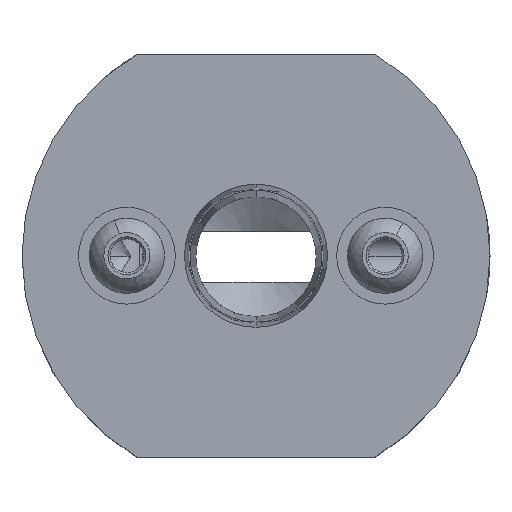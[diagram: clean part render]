
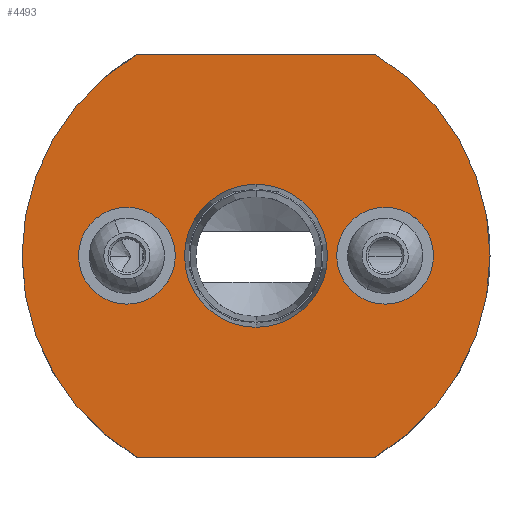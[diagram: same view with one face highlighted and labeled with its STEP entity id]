
A CAD part, top view. The second image highlights one B-rep face of the part: STEP entity #4493.
In plain terms, the highlighted planar face has unit normal (0, 0, 1).
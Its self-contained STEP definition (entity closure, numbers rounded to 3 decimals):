
#50 = CARTESIAN_POINT ( 'NONE',  ( 0., 0., 82. ) ) ;
#246 = AXIS2_PLACEMENT_3D ( 'NONE', #5374, #2286, #1669 ) ;
#281 = DIRECTION ( 'NONE',  ( 0., 0., 1. ) ) ;
#327 = CARTESIAN_POINT ( 'NONE',  ( 10., 0., 82. ) ) ;
#363 = DIRECTION ( 'NONE',  ( 0., 0., 1. ) ) ;
#406 = DIRECTION ( 'NONE',  ( 0., 0., 1. ) ) ;
#414 = DIRECTION ( 'NONE',  ( 1., 0., 0. ) ) ;
#512 = ORIENTED_EDGE ( 'NONE', *, *, #964, .T. ) ;
#529 = AXIS2_PLACEMENT_3D ( 'NONE', #2617, #1583, #6257 ) ;
#541 = EDGE_LOOP ( 'NONE', ( #2240, #4264 ) ) ;
#619 = CIRCLE ( 'NONE', #2592, 6. ) ;
#724 = CARTESIAN_POINT ( 'NONE',  ( -14.697, 25., 82. ) ) ;
#782 = FACE_BOUND ( 'NONE', #541, .T. ) ;
#814 = VERTEX_POINT ( 'NONE', #4447 ) ;
#869 = CIRCLE ( 'NONE', #6354, 8.865 ) ;
#918 = CARTESIAN_POINT ( 'NONE',  ( 0., -8.865, 82. ) ) ;
#921 = CARTESIAN_POINT ( 'NONE',  ( -10., 0., 82. ) ) ;
#936 = VERTEX_POINT ( 'NONE', #327 ) ;
#964 = EDGE_CURVE ( 'NONE', #4429, #6258, #2490, .T. ) ;
#989 = AXIS2_PLACEMENT_3D ( 'NONE', #50, #2670, #4853 ) ;
#1130 = ORIENTED_EDGE ( 'NONE', *, *, #5978, .T. ) ;
#1132 = DIRECTION ( 'NONE',  ( 1., 0., 0. ) ) ;
#1213 = EDGE_CURVE ( 'NONE', #5924, #3673, #2752, .T. ) ;
#1267 = CARTESIAN_POINT ( 'NONE',  ( 22., 0., 82. ) ) ;
#1404 = DIRECTION ( 'NONE',  ( 1., 0., 0. ) ) ;
#1451 = FACE_BOUND ( 'NONE', #6527, .T. ) ;
#1552 = ORIENTED_EDGE ( 'NONE', *, *, #6062, .T. ) ;
#1583 = DIRECTION ( 'NONE',  ( 0., 0., 1. ) ) ;
#1598 = CARTESIAN_POINT ( 'NONE',  ( 14.697, -25., 82. ) ) ;
#1669 = DIRECTION ( 'NONE',  ( 1., 0., 0. ) ) ;
#1739 = LINE ( 'NONE', #2665, #2493 ) ;
#1748 = CARTESIAN_POINT ( 'NONE',  ( -14.697, -25., 82. ) ) ;
#1842 = VERTEX_POINT ( 'NONE', #1267 ) ;
#1866 = ORIENTED_EDGE ( 'NONE', *, *, #1952, .F. ) ;
#1910 = DIRECTION ( 'NONE',  ( 1., 0., 0. ) ) ;
#1952 = EDGE_CURVE ( 'NONE', #5924, #6258, #3369, .T. ) ;
#2215 = FACE_OUTER_BOUND ( 'NONE', #6868, .T. ) ;
#2240 = ORIENTED_EDGE ( 'NONE', *, *, #3770, .F. ) ;
#2260 = ORIENTED_EDGE ( 'NONE', *, *, #5426, .F. ) ;
#2286 = DIRECTION ( 'NONE',  ( 0., 0., 1. ) ) ;
#2335 = CIRCLE ( 'NONE', #529, 29. ) ;
#2392 = AXIS2_PLACEMENT_3D ( 'NONE', #3777, #5855, #1132 ) ;
#2490 = CIRCLE ( 'NONE', #5300, 29. ) ;
#2493 = VECTOR ( 'NONE', #6391, 1000. ) ;
#2518 = CARTESIAN_POINT ( 'NONE',  ( 14.697, -25., 82. ) ) ;
#2583 = CARTESIAN_POINT ( 'NONE',  ( 0., 0., 82. ) ) ;
#2592 = AXIS2_PLACEMENT_3D ( 'NONE', #6537, #2796, #6467 ) ;
#2617 = CARTESIAN_POINT ( 'NONE',  ( 0., 0., 82. ) ) ;
#2657 = CIRCLE ( 'NONE', #2392, 6. ) ;
#2665 = CARTESIAN_POINT ( 'NONE',  ( 14.697, 25., 82. ) ) ;
#2670 = DIRECTION ( 'NONE',  ( 0., 0., 1. ) ) ;
#2727 = VERTEX_POINT ( 'NONE', #724 ) ;
#2752 = CIRCLE ( 'NONE', #4293, 29. ) ;
#2796 = DIRECTION ( 'NONE',  ( 0., 0., 1. ) ) ;
#2905 = CARTESIAN_POINT ( 'NONE',  ( 16., 0., 82. ) ) ;
#3369 = LINE ( 'NONE', #2518, #5999 ) ;
#3404 = CARTESIAN_POINT ( 'NONE',  ( 14.697, 25., 82. ) ) ;
#3469 = CARTESIAN_POINT ( 'NONE',  ( -29., 0., 82. ) ) ;
#3673 = VERTEX_POINT ( 'NONE', #3404 ) ;
#3709 = DIRECTION ( 'NONE',  ( 1., 0., 0. ) ) ;
#3770 = EDGE_CURVE ( 'NONE', #1842, #936, #5461, .T. ) ;
#3777 = CARTESIAN_POINT ( 'NONE',  ( 16., 0., 82. ) ) ;
#3948 = ORIENTED_EDGE ( 'NONE', *, *, #4062, .F. ) ;
#4062 = EDGE_CURVE ( 'NONE', #814, #6631, #869, .T. ) ;
#4105 = DIRECTION ( 'NONE',  ( 1., 0., 0. ) ) ;
#4264 = ORIENTED_EDGE ( 'NONE', *, *, #6324, .F. ) ;
#4293 = AXIS2_PLACEMENT_3D ( 'NONE', #6851, #5814, #3709 ) ;
#4298 = ORIENTED_EDGE ( 'NONE', *, *, #5293, .F. ) ;
#4429 = VERTEX_POINT ( 'NONE', #3469 ) ;
#4447 = CARTESIAN_POINT ( 'NONE',  ( 0., 8.865, 82. ) ) ;
#4493 = ADVANCED_FACE ( 'NONE', ( #782, #1451, #5033, #2215 ), #6794, .T. ) ;
#4663 = CARTESIAN_POINT ( 'NONE',  ( 0., 0., 82. ) ) ;
#4674 = CARTESIAN_POINT ( 'NONE',  ( -22., 0., 82. ) ) ;
#4853 = DIRECTION ( 'NONE',  ( 1., 0., 0. ) ) ;
#4898 = AXIS2_PLACEMENT_3D ( 'NONE', #2905, #281, #1404 ) ;
#5033 = FACE_BOUND ( 'NONE', #5052, .T. ) ;
#5052 = EDGE_LOOP ( 'NONE', ( #5271, #3948 ) ) ;
#5065 = CIRCLE ( 'NONE', #989, 8.865 ) ;
#5074 = CARTESIAN_POINT ( 'NONE',  ( 0., 0., 82. ) ) ;
#5119 = DIRECTION ( 'NONE',  ( 0., 0., 1. ) ) ;
#5271 = ORIENTED_EDGE ( 'NONE', *, *, #6152, .F. ) ;
#5293 = EDGE_CURVE ( 'NONE', #6433, #5719, #6019, .T. ) ;
#5300 = AXIS2_PLACEMENT_3D ( 'NONE', #5074, #5119, #1910 ) ;
#5374 = CARTESIAN_POINT ( 'NONE',  ( -16., 0., 82. ) ) ;
#5426 = EDGE_CURVE ( 'NONE', #5719, #6433, #619, .T. ) ;
#5446 = AXIS2_PLACEMENT_3D ( 'NONE', #2583, #363, #414 ) ;
#5461 = CIRCLE ( 'NONE', #4898, 6. ) ;
#5719 = VERTEX_POINT ( 'NONE', #921 ) ;
#5814 = DIRECTION ( 'NONE',  ( 0., 0., 1. ) ) ;
#5855 = DIRECTION ( 'NONE',  ( 0., 0., 1. ) ) ;
#5924 = VERTEX_POINT ( 'NONE', #1598 ) ;
#5978 = EDGE_CURVE ( 'NONE', #3673, #2727, #1739, .T. ) ;
#5999 = VECTOR ( 'NONE', #6213, 1000. ) ;
#6019 = CIRCLE ( 'NONE', #246, 6. ) ;
#6062 = EDGE_CURVE ( 'NONE', #2727, #4429, #2335, .T. ) ;
#6152 = EDGE_CURVE ( 'NONE', #6631, #814, #5065, .T. ) ;
#6207 = ORIENTED_EDGE ( 'NONE', *, *, #1213, .T. ) ;
#6213 = DIRECTION ( 'NONE',  ( -1., 0., 0. ) ) ;
#6257 = DIRECTION ( 'NONE',  ( 1., 0., 0. ) ) ;
#6258 = VERTEX_POINT ( 'NONE', #1748 ) ;
#6324 = EDGE_CURVE ( 'NONE', #936, #1842, #2657, .T. ) ;
#6354 = AXIS2_PLACEMENT_3D ( 'NONE', #4663, #406, #4105 ) ;
#6391 = DIRECTION ( 'NONE',  ( -1., 0., 0. ) ) ;
#6433 = VERTEX_POINT ( 'NONE', #4674 ) ;
#6467 = DIRECTION ( 'NONE',  ( 1., 0., 0. ) ) ;
#6527 = EDGE_LOOP ( 'NONE', ( #2260, #4298 ) ) ;
#6537 = CARTESIAN_POINT ( 'NONE',  ( -16., 0., 82. ) ) ;
#6631 = VERTEX_POINT ( 'NONE', #918 ) ;
#6794 = PLANE ( 'NONE',  #5446 ) ;
#6851 = CARTESIAN_POINT ( 'NONE',  ( 0., 0., 82. ) ) ;
#6868 = EDGE_LOOP ( 'NONE', ( #1552, #512, #1866, #6207, #1130 ) ) ;
